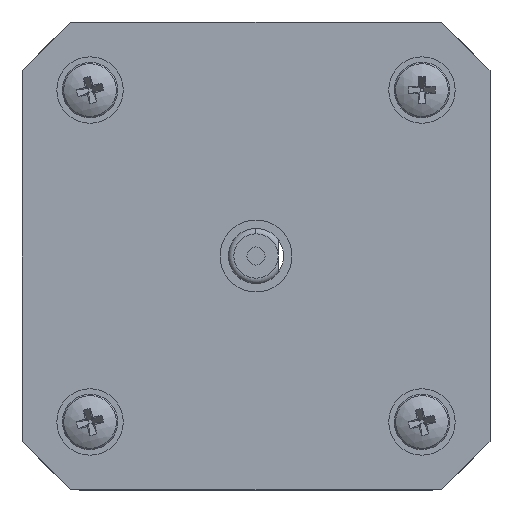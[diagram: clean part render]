
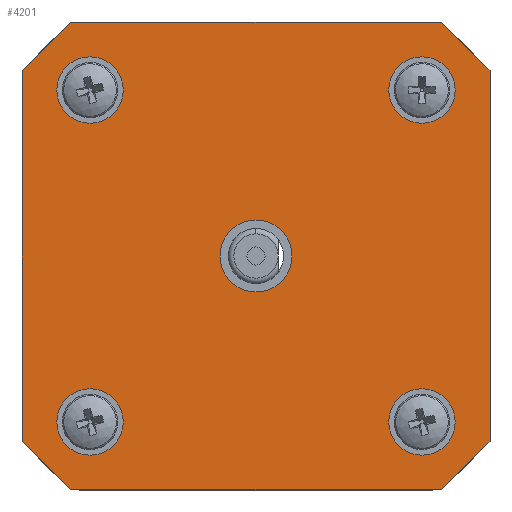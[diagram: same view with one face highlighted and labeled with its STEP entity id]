
A CAD part, front view. The second image highlights one B-rep face of the part: STEP entity #4201.
In plain terms, the highlighted planar face has unit normal (0, -1, 0).
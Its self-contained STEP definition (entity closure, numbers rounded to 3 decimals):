
#115=FACE_BOUND('',#712,.T.);
#116=FACE_BOUND('',#713,.T.);
#117=FACE_BOUND('',#714,.T.);
#118=FACE_BOUND('',#715,.T.);
#119=FACE_BOUND('',#716,.T.);
#259=PLANE('',#4630);
#466=FACE_OUTER_BOUND('',#711,.T.);
#711=EDGE_LOOP('',(#3777,#3778,#3779,#3780,#3781,#3782,#3783,#3784));
#712=EDGE_LOOP('',(#3785,#3786));
#713=EDGE_LOOP('',(#3787,#3788));
#714=EDGE_LOOP('',(#3789,#3790));
#715=EDGE_LOOP('',(#3791,#3792));
#716=EDGE_LOOP('',(#3793,#3794));
#1121=LINE('',#6993,#1530);
#1125=LINE('',#7001,#1534);
#1132=LINE('',#7014,#1541);
#1134=LINE('',#7018,#1543);
#1137=LINE('',#7023,#1546);
#1139=LINE('',#7027,#1548);
#1143=LINE('',#7035,#1552);
#1146=LINE('',#7039,#1555);
#1530=VECTOR('',#5709,1000.);
#1534=VECTOR('',#5715,1000.);
#1541=VECTOR('',#5724,1000.);
#1543=VECTOR('',#5728,1000.);
#1546=VECTOR('',#5733,1000.);
#1548=VECTOR('',#5737,1000.);
#1552=VECTOR('',#5743,1000.);
#1555=VECTOR('',#5748,1000.);
#1696=CIRCLE('',#4569,3.);
#1697=CIRCLE('',#4570,3.);
#1704=CIRCLE('',#4579,3.);
#1705=CIRCLE('',#4580,3.);
#1712=CIRCLE('',#4589,3.);
#1713=CIRCLE('',#4590,3.);
#1720=CIRCLE('',#4599,3.);
#1721=CIRCLE('',#4600,3.);
#1732=CIRCLE('',#4614,3.25);
#1733=CIRCLE('',#4615,3.25);
#2065=VERTEX_POINT('',#6845);
#2066=VERTEX_POINT('',#6847);
#2073=VERTEX_POINT('',#6865);
#2074=VERTEX_POINT('',#6867);
#2081=VERTEX_POINT('',#6885);
#2082=VERTEX_POINT('',#6887);
#2089=VERTEX_POINT('',#6905);
#2090=VERTEX_POINT('',#6907);
#2101=VERTEX_POINT('',#6935);
#2102=VERTEX_POINT('',#6937);
#2124=VERTEX_POINT('',#6990);
#2125=VERTEX_POINT('',#6992);
#2128=VERTEX_POINT('',#7000);
#2133=VERTEX_POINT('',#7013);
#2134=VERTEX_POINT('',#7017);
#2135=VERTEX_POINT('',#7022);
#2136=VERTEX_POINT('',#7026);
#2139=VERTEX_POINT('',#7034);
#2613=EDGE_CURVE('',#2065,#2066,#1696,.T.);
#2614=EDGE_CURVE('',#2066,#2065,#1697,.T.);
#2623=EDGE_CURVE('',#2073,#2074,#1704,.T.);
#2624=EDGE_CURVE('',#2074,#2073,#1705,.T.);
#2633=EDGE_CURVE('',#2081,#2082,#1712,.T.);
#2634=EDGE_CURVE('',#2082,#2081,#1713,.T.);
#2643=EDGE_CURVE('',#2089,#2090,#1720,.T.);
#2644=EDGE_CURVE('',#2090,#2089,#1721,.T.);
#2658=EDGE_CURVE('',#2101,#2102,#1732,.T.);
#2659=EDGE_CURVE('',#2102,#2101,#1733,.T.);
#2684=EDGE_CURVE('',#2124,#2125,#1121,.T.);
#2688=EDGE_CURVE('',#2125,#2128,#1125,.T.);
#2695=EDGE_CURVE('',#2128,#2133,#1132,.T.);
#2697=EDGE_CURVE('',#2133,#2134,#1134,.T.);
#2700=EDGE_CURVE('',#2134,#2135,#1137,.T.);
#2702=EDGE_CURVE('',#2135,#2136,#1139,.T.);
#2706=EDGE_CURVE('',#2136,#2139,#1143,.T.);
#2709=EDGE_CURVE('',#2139,#2124,#1146,.T.);
#3777=ORIENTED_EDGE('',*,*,#2684,.F.);
#3778=ORIENTED_EDGE('',*,*,#2709,.F.);
#3779=ORIENTED_EDGE('',*,*,#2706,.F.);
#3780=ORIENTED_EDGE('',*,*,#2702,.F.);
#3781=ORIENTED_EDGE('',*,*,#2700,.F.);
#3782=ORIENTED_EDGE('',*,*,#2697,.F.);
#3783=ORIENTED_EDGE('',*,*,#2695,.F.);
#3784=ORIENTED_EDGE('',*,*,#2688,.F.);
#3785=ORIENTED_EDGE('',*,*,#2614,.F.);
#3786=ORIENTED_EDGE('',*,*,#2613,.F.);
#3787=ORIENTED_EDGE('',*,*,#2624,.F.);
#3788=ORIENTED_EDGE('',*,*,#2623,.F.);
#3789=ORIENTED_EDGE('',*,*,#2634,.F.);
#3790=ORIENTED_EDGE('',*,*,#2633,.F.);
#3791=ORIENTED_EDGE('',*,*,#2644,.F.);
#3792=ORIENTED_EDGE('',*,*,#2643,.F.);
#3793=ORIENTED_EDGE('',*,*,#2659,.F.);
#3794=ORIENTED_EDGE('',*,*,#2658,.F.);
#4201=ADVANCED_FACE('',(#466,#115,#116,#117,#118,#119),#259,.T.);
#4569=AXIS2_PLACEMENT_3D('',#6848,#5570,#5571);
#4570=AXIS2_PLACEMENT_3D('',#6849,#5572,#5573);
#4579=AXIS2_PLACEMENT_3D('',#6868,#5592,#5593);
#4580=AXIS2_PLACEMENT_3D('',#6869,#5594,#5595);
#4589=AXIS2_PLACEMENT_3D('',#6888,#5614,#5615);
#4590=AXIS2_PLACEMENT_3D('',#6889,#5616,#5617);
#4599=AXIS2_PLACEMENT_3D('',#6908,#5636,#5637);
#4600=AXIS2_PLACEMENT_3D('',#6909,#5638,#5639);
#4614=AXIS2_PLACEMENT_3D('',#6938,#5669,#5670);
#4615=AXIS2_PLACEMENT_3D('',#6939,#5671,#5672);
#4630=AXIS2_PLACEMENT_3D('',#7044,#5753,#5754);
#5570=DIRECTION('center_axis',(0.,-1.,0.));
#5571=DIRECTION('ref_axis',(0.,0.,-1.));
#5572=DIRECTION('center_axis',(0.,-1.,0.));
#5573=DIRECTION('ref_axis',(0.,0.,-1.));
#5592=DIRECTION('center_axis',(0.,-1.,0.));
#5593=DIRECTION('ref_axis',(0.,0.,-1.));
#5594=DIRECTION('center_axis',(0.,-1.,0.));
#5595=DIRECTION('ref_axis',(0.,0.,-1.));
#5614=DIRECTION('center_axis',(0.,-1.,0.));
#5615=DIRECTION('ref_axis',(0.,0.,-1.));
#5616=DIRECTION('center_axis',(0.,-1.,0.));
#5617=DIRECTION('ref_axis',(0.,0.,-1.));
#5636=DIRECTION('center_axis',(0.,-1.,0.));
#5637=DIRECTION('ref_axis',(0.,0.,-1.));
#5638=DIRECTION('center_axis',(0.,-1.,0.));
#5639=DIRECTION('ref_axis',(0.,0.,-1.));
#5669=DIRECTION('center_axis',(0.,-1.,0.));
#5670=DIRECTION('ref_axis',(0.,0.,-1.));
#5671=DIRECTION('center_axis',(0.,-1.,0.));
#5672=DIRECTION('ref_axis',(0.,0.,-1.));
#5709=DIRECTION('',(0.,0.,1.));
#5715=DIRECTION('',(0.707,0.,0.707));
#5724=DIRECTION('',(1.,0.,0.));
#5728=DIRECTION('',(0.707,0.,-0.707));
#5733=DIRECTION('',(0.,0.,-1.));
#5737=DIRECTION('',(-0.707,0.,-0.707));
#5743=DIRECTION('',(-1.,0.,0.));
#5748=DIRECTION('',(-0.707,0.,0.707));
#5753=DIRECTION('center_axis',(0.,-1.,0.));
#5754=DIRECTION('ref_axis',(0.,0.,-1.));
#6845=CARTESIAN_POINT('',(-15.,0.,18.));
#6847=CARTESIAN_POINT('',(-15.,0.,12.));
#6848=CARTESIAN_POINT('Origin',(-15.,0.,15.));
#6849=CARTESIAN_POINT('Origin',(-15.,0.,15.));
#6865=CARTESIAN_POINT('',(15.,0.,18.));
#6867=CARTESIAN_POINT('',(15.,0.,12.));
#6868=CARTESIAN_POINT('Origin',(15.,0.,15.));
#6869=CARTESIAN_POINT('Origin',(15.,0.,15.));
#6885=CARTESIAN_POINT('',(15.,0.,-12.));
#6887=CARTESIAN_POINT('',(15.,0.,-18.));
#6888=CARTESIAN_POINT('Origin',(15.,0.,-15.));
#6889=CARTESIAN_POINT('Origin',(15.,0.,-15.));
#6905=CARTESIAN_POINT('',(-15.,0.,-12.));
#6907=CARTESIAN_POINT('',(-15.,0.,-18.));
#6908=CARTESIAN_POINT('Origin',(-15.,0.,-15.));
#6909=CARTESIAN_POINT('Origin',(-15.,0.,-15.));
#6935=CARTESIAN_POINT('',(0.,0.,3.25));
#6937=CARTESIAN_POINT('',(0.,0.,-3.25));
#6938=CARTESIAN_POINT('Origin',(0.,0.,0.));
#6939=CARTESIAN_POINT('Origin',(0.,0.,0.));
#6990=CARTESIAN_POINT('',(-21.15,0.,-16.751));
#6992=CARTESIAN_POINT('',(-21.15,0.,16.751));
#6993=CARTESIAN_POINT('',(-21.15,0.,16.751));
#7000=CARTESIAN_POINT('',(-16.751,0.,21.15));
#7001=CARTESIAN_POINT('',(-21.15,0.,16.751));
#7013=CARTESIAN_POINT('',(16.751,0.,21.15));
#7014=CARTESIAN_POINT('',(-16.751,0.,21.15));
#7017=CARTESIAN_POINT('',(21.15,0.,16.751));
#7018=CARTESIAN_POINT('',(16.751,0.,21.15));
#7022=CARTESIAN_POINT('',(21.15,0.,-16.751));
#7023=CARTESIAN_POINT('',(21.15,0.,16.751));
#7026=CARTESIAN_POINT('',(16.751,0.,-21.15));
#7027=CARTESIAN_POINT('',(16.751,0.,-21.15));
#7034=CARTESIAN_POINT('',(-16.751,0.,-21.15));
#7035=CARTESIAN_POINT('',(-16.751,0.,-21.15));
#7039=CARTESIAN_POINT('',(-21.15,0.,-16.751));
#7044=CARTESIAN_POINT('Origin',(0.,0.,0.));
